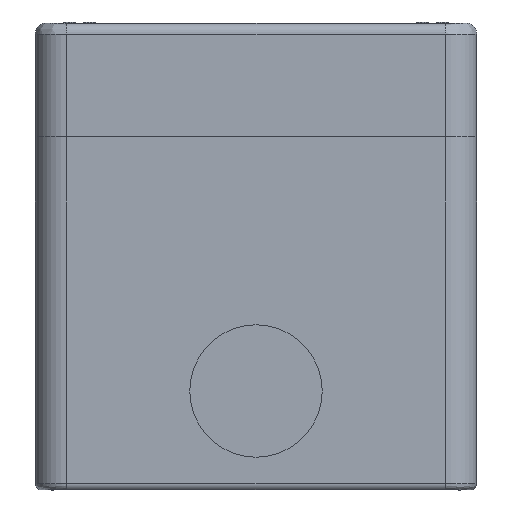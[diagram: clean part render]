
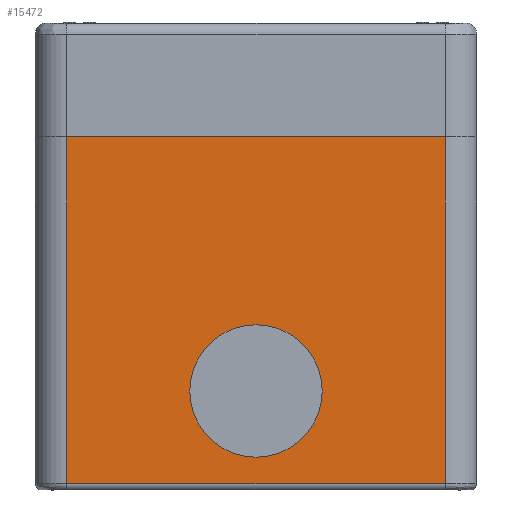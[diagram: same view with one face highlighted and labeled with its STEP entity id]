
A CAD part, front view. The second image highlights one B-rep face of the part: STEP entity #15472.
In plain terms, the highlighted planar face has unit normal (0, -1, 0).
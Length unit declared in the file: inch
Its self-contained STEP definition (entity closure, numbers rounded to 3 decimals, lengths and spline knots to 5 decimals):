
#361 = DIRECTION ( 'NONE',  ( 0., 0., -1. ) ) ;
#926 = ORIENTED_EDGE ( 'NONE', *, *, #7867, .T. ) ;
#2034 = VECTOR ( 'NONE', #8238, 39.37008 ) ;
#2161 = ORIENTED_EDGE ( 'NONE', *, *, #17985, .T. ) ;
#3122 = AXIS2_PLACEMENT_3D ( 'NONE', #4808, #10683, #10439 ) ;
#3337 = ORIENTED_EDGE ( 'NONE', *, *, #6491, .F. ) ;
#4623 = VERTEX_POINT ( 'NONE', #13601 ) ;
#4808 = CARTESIAN_POINT ( 'NONE',  ( 0.59923, -3.16882, -2.21439 ) ) ;
#5112 = VECTOR ( 'NONE', #17093, 39.37008 ) ;
#5463 = VECTOR ( 'NONE', #6935, 39.37008 ) ;
#6211 = CARTESIAN_POINT ( 'NONE',  ( 1.78033, -3.16882, -1.71045 ) ) ;
#6408 = CARTESIAN_POINT ( 'NONE',  ( 0.59923, -3.16882, -2.62777 ) ) ;
#6423 = VERTEX_POINT ( 'NONE', #9667 ) ;
#6491 = EDGE_CURVE ( 'NONE', #12224, #11032, #8845, .T. ) ;
#6870 = LINE ( 'NONE', #9920, #5112 ) ;
#6935 = DIRECTION ( 'NONE',  ( -1., 0., 0. ) ) ;
#7656 = EDGE_CURVE ( 'NONE', #6423, #12224, #23396, .T. ) ;
#7867 = EDGE_CURVE ( 'NONE', #23919, #11032, #6870, .T. ) ;
#8238 = DIRECTION ( 'NONE',  ( 0., 0., 1. ) ) ;
#8265 = EDGE_CURVE ( 'NONE', #4623, #15996, #17110, .T. ) ;
#8670 = DIRECTION ( 'NONE',  ( 0., 1., 0. ) ) ;
#8845 = LINE ( 'NONE', #9915, #2034 ) ;
#9660 = VECTOR ( 'NONE', #13330, 39.37008 ) ;
#9667 = CARTESIAN_POINT ( 'NONE',  ( 1.78033, -3.16882, -2.79313 ) ) ;
#9915 = CARTESIAN_POINT ( 'NONE',  ( -0.58187, -3.16882, -1.71045 ) ) ;
#9920 = CARTESIAN_POINT ( 'NONE',  ( 1.78033, -3.16882, -0.62777 ) ) ;
#10400 = ORIENTED_EDGE ( 'NONE', *, *, #8265, .T. ) ;
#10439 = DIRECTION ( 'NONE',  ( 0., 0., 1. ) ) ;
#10622 = AXIS2_PLACEMENT_3D ( 'NONE', #19927, #8670, #21802 ) ;
#10683 = DIRECTION ( 'NONE',  ( 0., 1., 0. ) ) ;
#11032 = VERTEX_POINT ( 'NONE', #12205 ) ;
#11193 = CIRCLE ( 'NONE', #3122, 0.41339 ) ;
#12205 = CARTESIAN_POINT ( 'NONE',  ( -0.58187, -3.16882, -0.62777 ) ) ;
#12224 = VERTEX_POINT ( 'NONE', #13441 ) ;
#13330 = DIRECTION ( 'NONE',  ( 0., 0., 1. ) ) ;
#13340 = ORIENTED_EDGE ( 'NONE', *, *, #7656, .F. ) ;
#13441 = CARTESIAN_POINT ( 'NONE',  ( -0.58187, -3.16882, -2.79313 ) ) ;
#13601 = CARTESIAN_POINT ( 'NONE',  ( 0.59923, -3.16882, -1.801 ) ) ;
#13666 = EDGE_LOOP ( 'NONE', ( #13340, #2161, #926, #3337 ) ) ;
#14392 = CARTESIAN_POINT ( 'NONE',  ( 1.78033, -3.16882, -0.62777 ) ) ;
#14823 = FACE_BOUND ( 'NONE', #23010, .T. ) ;
#15472 = ADVANCED_FACE ( 'NONE', ( #14823, #19848 ), #15578, .T. ) ;
#15578 = PLANE ( 'NONE',  #22003 ) ;
#15658 = DIRECTION ( 'NONE',  ( 0., -1., 0. ) ) ;
#15996 = VERTEX_POINT ( 'NONE', #6408 ) ;
#17000 = CARTESIAN_POINT ( 'NONE',  ( 1.78033, -3.16882, -1.71045 ) ) ;
#17093 = DIRECTION ( 'NONE',  ( -1., 0., 0. ) ) ;
#17110 = CIRCLE ( 'NONE', #10622, 0.41339 ) ;
#17462 = ORIENTED_EDGE ( 'NONE', *, *, #22855, .T. ) ;
#17985 = EDGE_CURVE ( 'NONE', #6423, #23919, #23725, .T. ) ;
#18275 = CARTESIAN_POINT ( 'NONE',  ( 0.59923, -3.16882, -2.79313 ) ) ;
#19848 = FACE_OUTER_BOUND ( 'NONE', #13666, .T. ) ;
#19927 = CARTESIAN_POINT ( 'NONE',  ( 0.59923, -3.16882, -2.21439 ) ) ;
#21802 = DIRECTION ( 'NONE',  ( 0., 0., 1. ) ) ;
#22003 = AXIS2_PLACEMENT_3D ( 'NONE', #6211, #15658, #361 ) ;
#22855 = EDGE_CURVE ( 'NONE', #15996, #4623, #11193, .T. ) ;
#23010 = EDGE_LOOP ( 'NONE', ( #10400, #17462 ) ) ;
#23396 = LINE ( 'NONE', #18275, #5463 ) ;
#23725 = LINE ( 'NONE', #17000, #9660 ) ;
#23919 = VERTEX_POINT ( 'NONE', #14392 ) ;
